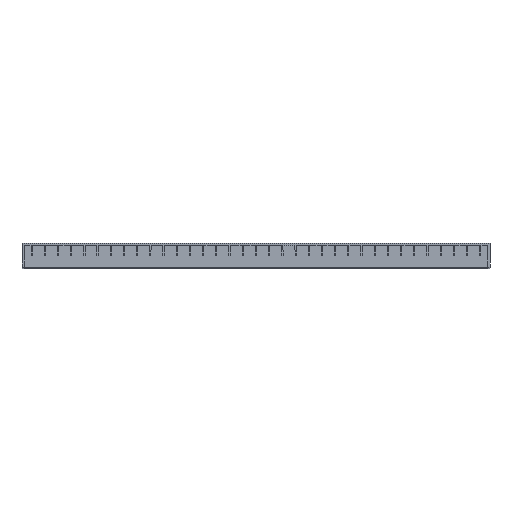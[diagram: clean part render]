
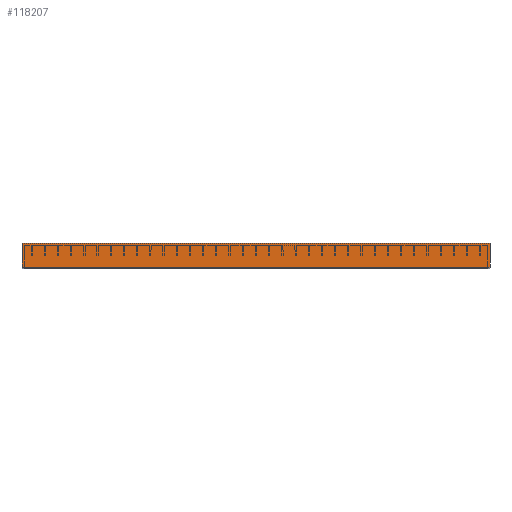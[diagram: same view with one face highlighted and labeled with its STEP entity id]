
A CAD part, top view. The second image highlights one B-rep face of the part: STEP entity #118207.
In plain terms, the highlighted planar face has unit normal (0, 0, 1).
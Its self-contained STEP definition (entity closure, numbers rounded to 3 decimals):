
#505 = LINE ( 'NONE', #73504, #33246 ) ;
#7966 = FACE_OUTER_BOUND ( 'NONE', #50668, .T. ) ;
#8056 = LINE ( 'NONE', #34556, #80914 ) ;
#8595 = CARTESIAN_POINT ( 'NONE',  ( 390., -10., 0. ) ) ;
#11509 = ORIENTED_EDGE ( 'NONE', *, *, #80755, .F. ) ;
#12306 = CARTESIAN_POINT ( 'NONE',  ( 0., -10., 0. ) ) ;
#16098 = ORIENTED_EDGE ( 'NONE', *, *, #46974, .T. ) ;
#17100 = CARTESIAN_POINT ( 'NONE',  ( 390., 10., 0. ) ) ;
#19023 = EDGE_CURVE ( 'NONE', #93041, #33496, #49092, .T. ) ;
#22862 = ORIENTED_EDGE ( 'NONE', *, *, #19023, .F. ) ;
#25034 = DIRECTION ( 'NONE',  ( 0., 0., -1. ) ) ;
#33246 = VECTOR ( 'NONE', #82555, 1000. ) ;
#33496 = VERTEX_POINT ( 'NONE', #95552 ) ;
#33738 = DIRECTION ( 'NONE',  ( 0., 1., 0. ) ) ;
#34556 = CARTESIAN_POINT ( 'NONE',  ( 390., -10., 0. ) ) ;
#37880 = VERTEX_POINT ( 'NONE', #17100 ) ;
#46475 = EDGE_CURVE ( 'NONE', #81957, #93041, #8056, .T. ) ;
#46974 = EDGE_CURVE ( 'NONE', #37880, #33496, #92542, .T. ) ;
#49092 = B_SPLINE_CURVE_WITH_KNOTS ( 'NONE', 3,
 ( #12306, #70535, #80054, #50560 ),
 .UNSPECIFIED., .F., .F.,
 ( 4, 4 ),
 ( 0., 1. ),
 .UNSPECIFIED. ) ;
#50293 = CARTESIAN_POINT ( 'NONE',  ( 0., -10., 0. ) ) ;
#50560 = CARTESIAN_POINT ( 'NONE',  ( 0., 10., 0. ) ) ;
#50668 = EDGE_LOOP ( 'NONE', ( #16098, #22862, #99417, #11509 ) ) ;
#56971 = VECTOR ( 'NONE', #111046, 1000. ) ;
#70535 = CARTESIAN_POINT ( 'NONE',  ( 0., -3.333, 0. ) ) ;
#72473 = CARTESIAN_POINT ( 'NONE',  ( 390., 10., 0. ) ) ;
#73504 = CARTESIAN_POINT ( 'NONE',  ( 390., 10., 0. ) ) ;
#80054 = CARTESIAN_POINT ( 'NONE',  ( 0., 3.333, 0. ) ) ;
#80755 = EDGE_CURVE ( 'NONE', #37880, #81957, #505, .T. ) ;
#80914 = VECTOR ( 'NONE', #100197, 1000. ) ;
#81957 = VERTEX_POINT ( 'NONE', #8595 ) ;
#82084 = CARTESIAN_POINT ( 'NONE',  ( 390., 10., 0. ) ) ;
#82555 = DIRECTION ( 'NONE',  ( 0., -1., 0. ) ) ;
#90668 = PLANE ( 'NONE',  #96288 ) ;
#92542 = LINE ( 'NONE', #82084, #56971 ) ;
#93041 = VERTEX_POINT ( 'NONE', #50293 ) ;
#95552 = CARTESIAN_POINT ( 'NONE',  ( 0., 10., 0. ) ) ;
#96288 = AXIS2_PLACEMENT_3D ( 'NONE', #72473, #25034, #33738 ) ;
#99417 = ORIENTED_EDGE ( 'NONE', *, *, #46475, .F. ) ;
#100197 = DIRECTION ( 'NONE',  ( -1., 0., 0. ) ) ;
#111046 = DIRECTION ( 'NONE',  ( -1., 0., 0. ) ) ;
#118207 = ADVANCED_FACE ( 'NONE', ( #7966 ), #90668, .F. ) ;
